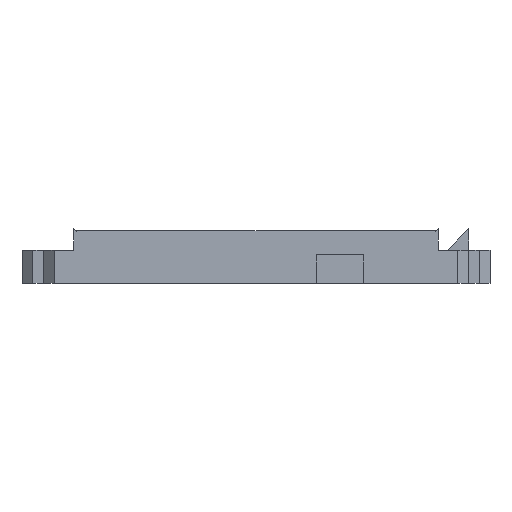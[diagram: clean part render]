
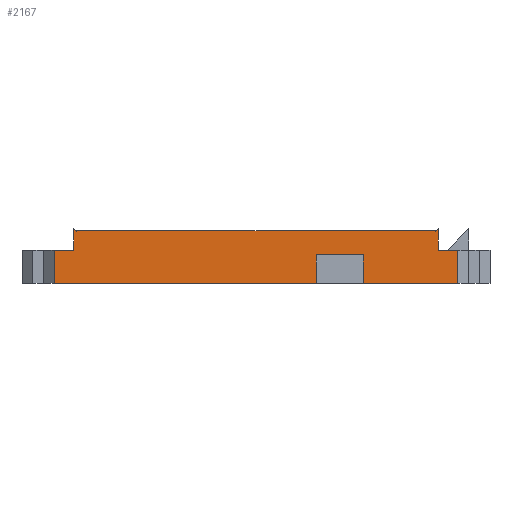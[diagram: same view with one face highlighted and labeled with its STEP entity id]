
A CAD part, front view. The second image highlights one B-rep face of the part: STEP entity #2167.
In plain terms, the highlighted planar face has unit normal (0, -1, 0).
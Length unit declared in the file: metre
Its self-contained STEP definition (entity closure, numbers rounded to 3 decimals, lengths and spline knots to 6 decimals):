
#256=ORIENTED_EDGE('',*,*,#762,.T.);
#257=ORIENTED_EDGE('',*,*,#850,.T.);
#258=ORIENTED_EDGE('',*,*,#851,.F.);
#259=ORIENTED_EDGE('',*,*,#852,.F.);
#260=ORIENTED_EDGE('',*,*,#853,.F.);
#261=ORIENTED_EDGE('',*,*,#854,.T.);
#262=ORIENTED_EDGE('',*,*,#855,.F.);
#263=ORIENTED_EDGE('',*,*,#856,.T.);
#264=ORIENTED_EDGE('',*,*,#748,.T.);
#265=ORIENTED_EDGE('',*,*,#690,.T.);
#266=ORIENTED_EDGE('',*,*,#857,.T.);
#267=ORIENTED_EDGE('',*,*,#858,.T.);
#268=ORIENTED_EDGE('',*,*,#859,.T.);
#269=ORIENTED_EDGE('',*,*,#679,.F.);
#679=EDGE_CURVE('',#993,#990,#1205,.T.);
#690=EDGE_CURVE('',#1005,#1004,#1216,.T.);
#748=EDGE_CURVE('',#1060,#1005,#1262,.T.);
#762=EDGE_CURVE('',#993,#1073,#1276,.T.);
#850=EDGE_CURVE('',#1073,#1136,#1356,.T.);
#851=EDGE_CURVE('',#1137,#1136,#1357,.T.);
#852=EDGE_CURVE('',#1138,#1137,#1358,.T.);
#853=EDGE_CURVE('',#1139,#1138,#1359,.T.);
#854=EDGE_CURVE('',#1139,#1140,#1360,.T.);
#855=EDGE_CURVE('',#1141,#1140,#1361,.T.);
#856=EDGE_CURVE('',#1141,#1060,#1362,.T.);
#857=EDGE_CURVE('',#1004,#1142,#1363,.T.);
#858=EDGE_CURVE('',#1142,#1143,#1364,.T.);
#859=EDGE_CURVE('',#1143,#990,#1365,.F.);
#990=VERTEX_POINT('',#2957);
#993=VERTEX_POINT('',#2962);
#1004=VERTEX_POINT('',#2987);
#1005=VERTEX_POINT('',#2989);
#1060=VERTEX_POINT('',#3110);
#1073=VERTEX_POINT('',#3137);
#1136=VERTEX_POINT('',#3303);
#1137=VERTEX_POINT('',#3305);
#1138=VERTEX_POINT('',#3307);
#1139=VERTEX_POINT('',#3309);
#1140=VERTEX_POINT('',#3311);
#1141=VERTEX_POINT('',#3313);
#1142=VERTEX_POINT('',#3316);
#1143=VERTEX_POINT('',#3318);
#1205=LINE('',#2963,#1497);
#1216=LINE('',#2988,#1508);
#1262=LINE('',#3109,#1554);
#1276=LINE('',#3138,#1568);
#1356=LINE('',#3302,#1648);
#1357=LINE('',#3304,#1649);
#1358=LINE('',#3306,#1650);
#1359=LINE('',#3308,#1651);
#1360=LINE('',#3310,#1652);
#1361=LINE('',#3312,#1653);
#1362=LINE('',#3314,#1654);
#1363=LINE('',#3315,#1655);
#1364=LINE('',#3317,#1656);
#1365=LINE('',#3319,#1657);
#1497=VECTOR('',#2404,1.);
#1508=VECTOR('',#2421,1.);
#1554=VECTOR('',#2507,1.);
#1568=VECTOR('',#2523,1.);
#1648=VECTOR('',#2647,1.);
#1649=VECTOR('',#2648,1.);
#1650=VECTOR('',#2649,1.);
#1651=VECTOR('',#2650,1.);
#1652=VECTOR('',#2651,1.);
#1653=VECTOR('',#2652,1.);
#1654=VECTOR('',#2653,1.);
#1655=VECTOR('',#2654,1.);
#1656=VECTOR('',#2655,1.);
#1657=VECTOR('',#2656,1.);
#1819=EDGE_LOOP('',(#256,#257,#258,#259,#260,#261,#262,#263,#264,#265,#266,
#267,#268,#269));
#1949=FACE_BOUND('',#1819,.T.);
#2063=PLANE('',#2308);
#2167=ADVANCED_FACE('',(#1949),#2063,.T.);
#2308=AXIS2_PLACEMENT_3D('',#3301,#2645,#2646);
#2404=DIRECTION('',(0.,0.,1.));
#2421=DIRECTION('',(0.,0.,1.));
#2507=DIRECTION('',(-1.,0.,0.));
#2523=DIRECTION('',(-1.,0.,0.));
#2645=DIRECTION('',(0.,-1.,0.));
#2646=DIRECTION('',(1.,0.,0.));
#2647=DIRECTION('',(0.,0.,-1.));
#2648=DIRECTION('',(-1.,0.,0.));
#2649=DIRECTION('',(0.,0.,-1.));
#2650=DIRECTION('',(-1.,0.,0.));
#2651=DIRECTION('',(0.,0.,-1.));
#2652=DIRECTION('',(-1.,0.,0.));
#2653=DIRECTION('',(0.,0.,1.));
#2654=DIRECTION('',(-0.707,0.,-0.707));
#2655=DIRECTION('',(-1.,0.,0.));
#2656=DIRECTION('',(0.707,0.,-0.707));
#2957=CARTESIAN_POINT('',(-0.042497,-0.035988,0.0127));
#2962=CARTESIAN_POINT('',(-0.042497,-0.035988,0.0077));
#2963=CARTESIAN_POINT('',(-0.042497,-0.035988,0.007698));
#2987=CARTESIAN_POINT('',(0.042497,-0.035988,0.0127));
#2988=CARTESIAN_POINT('',(0.042497,-0.035988,0.007698));
#2989=CARTESIAN_POINT('',(0.042497,-0.035988,0.0077));
#3109=CARTESIAN_POINT('',(0.,-0.035988,0.0077));
#3110=CARTESIAN_POINT('',(0.046997,-0.035988,0.0077));
#3137=CARTESIAN_POINT('',(-0.046997,-0.035988,0.0077));
#3138=CARTESIAN_POINT('',(0.,-0.035988,0.0077));
#3301=CARTESIAN_POINT('',(0.,-0.035988,0.0127));
#3302=CARTESIAN_POINT('',(-0.046997,-0.035988,0.0127));
#3303=CARTESIAN_POINT('',(-0.046997,-0.035988,0.));
#3304=CARTESIAN_POINT('',(0.,-0.035988,0.));
#3305=CARTESIAN_POINT('',(0.013997,-0.035988,0.));
#3306=CARTESIAN_POINT('',(0.013997,-0.035988,0.0066));
#3307=CARTESIAN_POINT('',(0.013997,-0.035988,0.0066));
#3308=CARTESIAN_POINT('',(0.,-0.035988,0.0066));
#3309=CARTESIAN_POINT('',(0.024997,-0.035988,0.0066));
#3310=CARTESIAN_POINT('',(0.024997,-0.035988,0.0066));
#3311=CARTESIAN_POINT('',(0.024997,-0.035988,0.));
#3312=CARTESIAN_POINT('',(0.,-0.035988,0.));
#3313=CARTESIAN_POINT('',(0.046997,-0.035988,0.));
#3314=CARTESIAN_POINT('',(0.046997,-0.035988,0.0077));
#3315=CARTESIAN_POINT('',(0.021249,-0.035988,-0.008549));
#3316=CARTESIAN_POINT('',(0.041997,-0.035988,0.0122));
#3317=CARTESIAN_POINT('',(0.,-0.035988,0.0122));
#3318=CARTESIAN_POINT('',(-0.041997,-0.035988,0.0122));
#3319=CARTESIAN_POINT('',(-0.021249,-0.035988,-0.008549));
